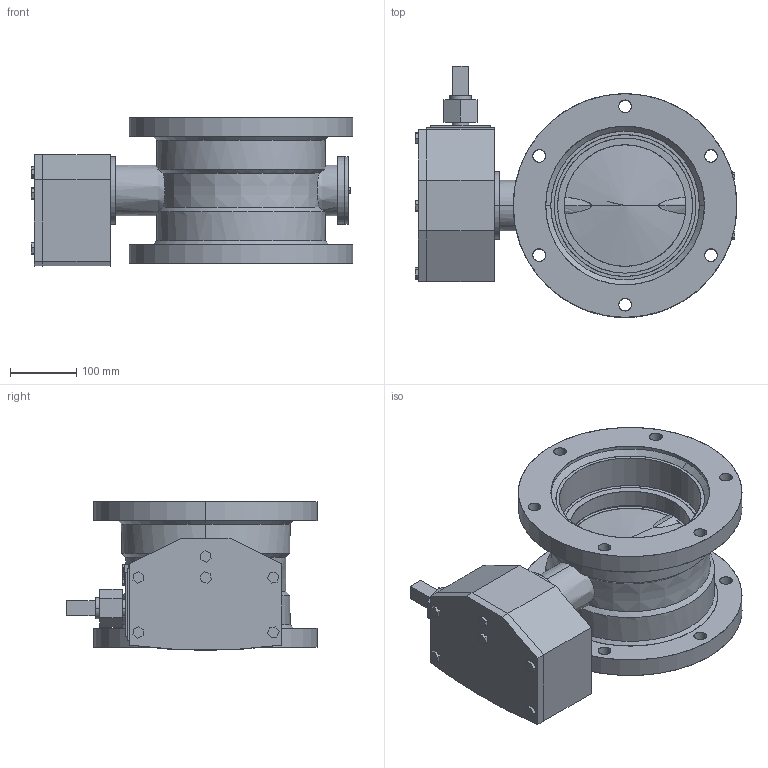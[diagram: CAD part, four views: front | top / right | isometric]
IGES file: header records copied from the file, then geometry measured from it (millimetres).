
Start section: SolidWorks IGES file using analytic representation for surfaces
Global section: file name: 150B-MJ-08.IGS; native system: SolidWorks 2014; preprocessor: SolidWorks 2014; author: PRINCE; date: 170425.233142; units: millimetre
Bounding box: 484.25 x 377.82 x 223.9 mm (x, y, z)
Surface area: 1153096.5 mm2 (no closed solid volume)
Topology: 0 solids, 0 shells, 383 faces, 7925 edges, 7921 vertices
Faces by surface type: bspline 219, revolution 164
